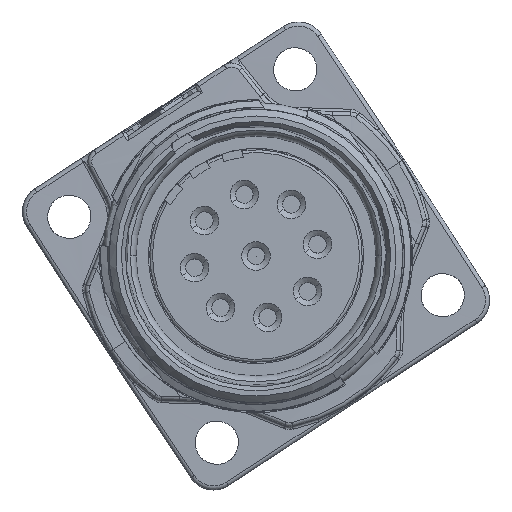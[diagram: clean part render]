
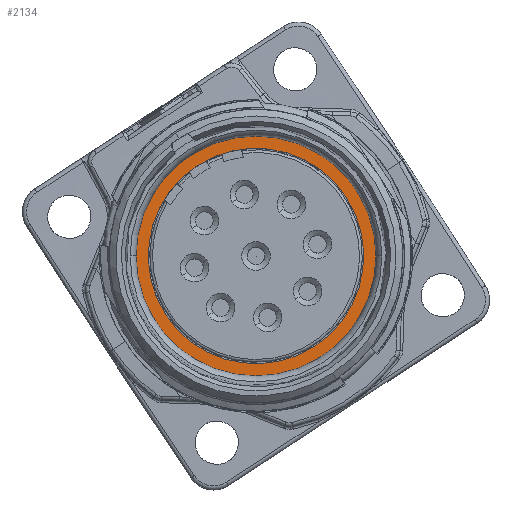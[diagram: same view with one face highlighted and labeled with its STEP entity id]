
A CAD part, front view. The second image highlights one B-rep face of the part: STEP entity #2134.
In plain terms, the highlighted planar face has unit normal (0, -1, 0).
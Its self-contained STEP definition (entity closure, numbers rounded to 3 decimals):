
#271=PLANE('',#11010);
#343=FACE_BOUND('',#3511,.T.);
#344=FACE_BOUND('',#3512,.T.);
#732=CIRCLE('',#11005,9.05);
#733=CIRCLE('',#11007,7.9);
#734=CIRCLE('',#11008,7.9);
#735=CIRCLE('',#11009,9.05);
#2134=ADVANCED_FACE('',(#343,#344),#271,.T.);
#3511=EDGE_LOOP('',(#5469,#5470));
#3512=EDGE_LOOP('',(#5471,#5472));
#5469=ORIENTED_EDGE('',*,*,#8999,.T.);
#5470=ORIENTED_EDGE('',*,*,#9000,.T.);
#5471=ORIENTED_EDGE('',*,*,#8998,.F.);
#5472=ORIENTED_EDGE('',*,*,#9001,.F.);
#7618=VERTEX_POINT('',#18663);
#7621=VERTEX_POINT('',#18668);
#7622=VERTEX_POINT('',#18672);
#7623=VERTEX_POINT('',#18673);
#8998=EDGE_CURVE('',#7621,#7618,#732,.T.);
#8999=EDGE_CURVE('',#7622,#7623,#733,.T.);
#9000=EDGE_CURVE('',#7623,#7622,#734,.T.);
#9001=EDGE_CURVE('',#7618,#7621,#735,.T.);
#11005=AXIS2_PLACEMENT_3D('',#18669,#12684,#12685);
#11007=AXIS2_PLACEMENT_3D('',#18671,#12688,#12689);
#11008=AXIS2_PLACEMENT_3D('',#18674,#12690,#12691);
#11009=AXIS2_PLACEMENT_3D('',#18675,#12692,#12693);
#11010=AXIS2_PLACEMENT_3D('',#18676,#12694,#12695);
#12684=DIRECTION('',(0.,1.,0.));
#12685=DIRECTION('',(0.837,0.,0.547));
#12688=DIRECTION('',(0.,1.,0.));
#12689=DIRECTION('',(-0.837,0.,-0.547));
#12690=DIRECTION('',(0.,1.,0.));
#12691=DIRECTION('',(0.837,0.,0.547));
#12692=DIRECTION('',(0.,1.,0.));
#12693=DIRECTION('',(-0.837,0.,-0.547));
#12694=DIRECTION('',(0.,-1.,0.));
#12695=DIRECTION('',(0.547,0.,-0.837));
#18663=CARTESIAN_POINT('',(24.641,60.978,-9.844));
#18668=CARTESIAN_POINT('',(39.794,60.978,0.056));
#18669=CARTESIAN_POINT('',(32.217,60.978,-4.894));
#18671=CARTESIAN_POINT('',(32.217,60.978,-4.894));
#18672=CARTESIAN_POINT('',(25.604,60.978,-9.215));
#18673=CARTESIAN_POINT('',(38.831,60.978,-0.573));
#18674=CARTESIAN_POINT('',(32.217,60.978,-4.894));
#18675=CARTESIAN_POINT('',(32.217,60.978,-4.894));
#18676=CARTESIAN_POINT('',(32.217,60.978,-4.894));
